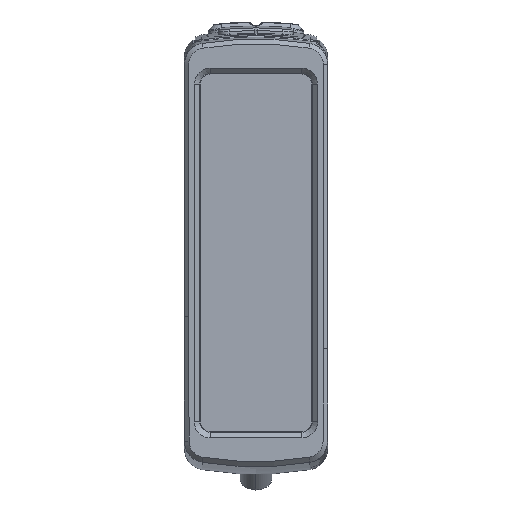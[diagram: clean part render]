
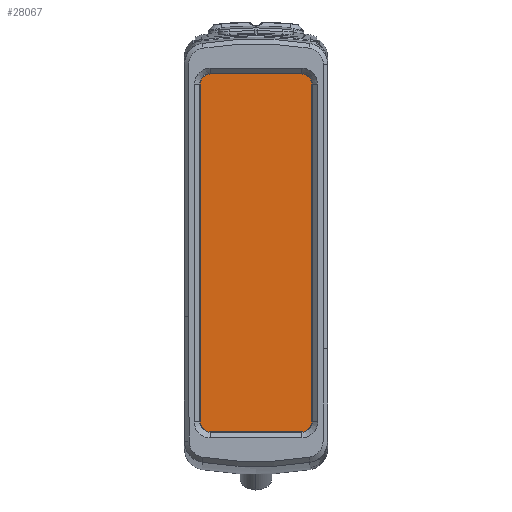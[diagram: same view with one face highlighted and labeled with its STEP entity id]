
A CAD part, front view. The second image highlights one B-rep face of the part: STEP entity #28067.
In plain terms, the highlighted planar face has unit normal (-0.018, -1, -0.001).
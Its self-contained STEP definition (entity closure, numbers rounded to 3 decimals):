
#798 = ORIENTED_EDGE ( 'NONE', *, *, #14328, .T. ) ;
#2387 = ORIENTED_EDGE ( 'NONE', *, *, #22205, .T. ) ;
#3288 = ORIENTED_EDGE ( 'NONE', *, *, #5990, .T. ) ;
#3805 = ORIENTED_EDGE ( 'NONE', *, *, #15247, .T. ) ;
#3989 = CARTESIAN_POINT ( 'NONE',  ( -190.558, -226.461, 126.592 ) ) ;
#4077 = VERTEX_POINT ( 'NONE', #31188 ) ;
#4288 = CARTESIAN_POINT ( 'NONE',  ( -211.267, -226.042, 61.44 ) ) ;
#4647 = CARTESIAN_POINT ( 'NONE',  ( -211.508, -226.039, 62.4 ) ) ;
#4666 = VECTOR ( 'NONE', #19613, 1000. ) ;
#4900 = CARTESIAN_POINT ( 'NONE',  ( -192.159, -226.434, 127.997 ) ) ;
#5382 = CARTESIAN_POINT ( 'NONE',  ( -209.608, -226.07, 60.5 ) ) ;
#5396 = CARTESIAN_POINT ( 'NONE',  ( -190.752, -226.4, 61.44 ) ) ;
#5990 = EDGE_CURVE ( 'NONE', #17141, #24818, #27455, .T. ) ;
#6633 = CARTESIAN_POINT ( 'NONE',  ( -211.13, -226.102, 127.263 ) ) ;
#6662 = CARTESIAN_POINT ( 'NONE',  ( -211.508, -226.039, 62.4 ) ) ;
#6906 = AXIS2_PLACEMENT_3D ( 'NONE', #17316, #36552, #25171 ) ;
#6925 = DIRECTION ( 'NONE',  ( 0., 0.001, -1. ) ) ;
#7071 = CARTESIAN_POINT ( 'NONE',  ( -210.102, -226.062, 60.549 ) ) ;
#7422 = CARTESIAN_POINT ( 'NONE',  ( -211.13, -226.044, 61.235 ) ) ;
#8725 = EDGE_CURVE ( 'NONE', #8902, #4077, #25261, .T. ) ;
#8902 = VERTEX_POINT ( 'NONE', #10109 ) ;
#9380 = CARTESIAN_POINT ( 'NONE',  ( -190.51, -226.461, 126.35 ) ) ;
#9415 = CARTESIAN_POINT ( 'NONE',  ( -209.86, -226.125, 127.998 ) ) ;
#10109 = CARTESIAN_POINT ( 'NONE',  ( -190.51, -226.461, 126.098 ) ) ;
#11507 = EDGE_LOOP ( 'NONE', ( #34045, #24582, #3805, #20031, #23483, #2387, #798, #3288 ) ) ;
#12160 = CARTESIAN_POINT ( 'NONE',  ( -190.51, -226.461, 126.098 ) ) ;
#12638 = EDGE_CURVE ( 'NONE', #24818, #8902, #24143, .T. ) ;
#12643 = CARTESIAN_POINT ( 'NONE',  ( -210.568, -226.054, 60.741 ) ) ;
#12892 = CARTESIAN_POINT ( 'NONE',  ( -192.41, -226.429, 127.997 ) ) ;
#13345 = VERTEX_POINT ( 'NONE', #14929 ) ;
#13390 = CARTESIAN_POINT ( 'NONE',  ( -191.245, -226.391, 60.878 ) ) ;
#14328 = EDGE_CURVE ( 'NONE', #29131, #17141, #36046, .T. ) ;
#14929 = CARTESIAN_POINT ( 'NONE',  ( -211.508, -226.094, 126.098 ) ) ;
#15120 = CARTESIAN_POINT ( 'NONE',  ( -211.508, -226.094, 126.098 ) ) ;
#15247 = EDGE_CURVE ( 'NONE', #4077, #16535, #20802, .T. ) ;
#15624 = CARTESIAN_POINT ( 'NONE',  ( -209.608, -226.07, 60.5 ) ) ;
#15669 = EDGE_CURVE ( 'NONE', #13345, #28532, #29308, .T. ) ;
#15727 = CARTESIAN_POINT ( 'NONE',  ( -210.102, -226.121, 127.95 ) ) ;
#16535 = VERTEX_POINT ( 'NONE', #21350 ) ;
#16556 = CARTESIAN_POINT ( 'NONE',  ( -190.51, -226.405, 62.4 ) ) ;
#17141 = VERTEX_POINT ( 'NONE', #23730 ) ;
#17316 = CARTESIAN_POINT ( 'NONE',  ( -211.61, -226.049, 76.172 ) ) ;
#18148 = CARTESIAN_POINT ( 'NONE',  ( -211.267, -226.099, 127.058 ) ) ;
#18594 = CARTESIAN_POINT ( 'NONE',  ( -209.86, -226.066, 60.5 ) ) ;
#18776 = CARTESIAN_POINT ( 'NONE',  ( -211.46, -226.039, 61.906 ) ) ;
#19613 = DIRECTION ( 'NONE',  ( 1., -0.017, 0. ) ) ;
#20031 = ORIENTED_EDGE ( 'NONE', *, *, #23094, .T. ) ;
#20280 = B_SPLINE_CURVE_WITH_KNOTS ( 'NONE', 3,
 ( #23952, #9415, #15727, #27119, #24315, #6633, #18148, #20794, #32166, #26573 ),
 .UNSPECIFIED., .F., .F.,
 ( 4, 2, 2, 2, 4 ),
 ( 0., 0.25, 0.5, 0.75, 1. ),
 .UNSPECIFIED. ) ;
#20794 = CARTESIAN_POINT ( 'NONE',  ( -211.46, -226.096, 126.592 ) ) ;
#20802 = LINE ( 'NONE', #26018, #26726 ) ;
#21304 = CARTESIAN_POINT ( 'NONE',  ( -191.916, -226.438, 127.949 ) ) ;
#21350 = CARTESIAN_POINT ( 'NONE',  ( -209.608, -226.129, 127.998 ) ) ;
#21602 = B_SPLINE_CURVE_WITH_KNOTS ( 'NONE', 3,
 ( #4647, #23855, #18776, #4288, #7422, #32793, #12643, #7071, #18594, #15624 ),
 .UNSPECIFIED., .F., .F.,
 ( 4, 2, 2, 2, 4 ),
 ( 0., 0.25, 0.5, 0.75, 1. ),
 .UNSPECIFIED. ) ;
#22205 = EDGE_CURVE ( 'NONE', #28532, #29131, #21602, .T. ) ;
#22224 = CARTESIAN_POINT ( 'NONE',  ( -209.608, -226.07, 60.5 ) ) ;
#22559 = PLANE ( 'NONE',  #6906 ) ;
#23094 = EDGE_CURVE ( 'NONE', #16535, #13345, #20280, .T. ) ;
#23483 = ORIENTED_EDGE ( 'NONE', *, *, #15669, .T. ) ;
#23730 = CARTESIAN_POINT ( 'NONE',  ( -192.41, -226.37, 60.5 ) ) ;
#23855 = CARTESIAN_POINT ( 'NONE',  ( -211.508, -226.039, 62.148 ) ) ;
#23952 = CARTESIAN_POINT ( 'NONE',  ( -209.608, -226.129, 127.998 ) ) ;
#24143 = LINE ( 'NONE', #33290, #29616 ) ;
#24315 = CARTESIAN_POINT ( 'NONE',  ( -210.773, -226.109, 127.62 ) ) ;
#24582 = ORIENTED_EDGE ( 'NONE', *, *, #8725, .T. ) ;
#24818 = VERTEX_POINT ( 'NONE', #29207 ) ;
#25171 = DIRECTION ( 'NONE',  ( -1., 0.017, 0. ) ) ;
#25261 = B_SPLINE_CURVE_WITH_KNOTS ( 'NONE', 3,
 ( #12160, #9380, #3989, #26727, #33422, #35670, #33047, #21304, #4900, #12892 ),
 .UNSPECIFIED., .F., .F.,
 ( 4, 2, 2, 2, 4 ),
 ( 0., 0.25, 0.5, 0.75, 1. ),
 .UNSPECIFIED. ) ;
#25520 = CARTESIAN_POINT ( 'NONE',  ( -192.158, -226.375, 60.5 ) ) ;
#26018 = CARTESIAN_POINT ( 'NONE',  ( -192.41, -226.429, 127.997 ) ) ;
#26573 = CARTESIAN_POINT ( 'NONE',  ( -211.508, -226.094, 126.098 ) ) ;
#26726 = VECTOR ( 'NONE', #34979, 1000. ) ;
#26727 = CARTESIAN_POINT ( 'NONE',  ( -190.752, -226.458, 127.058 ) ) ;
#27119 = CARTESIAN_POINT ( 'NONE',  ( -210.568, -226.112, 127.757 ) ) ;
#27455 = B_SPLINE_CURVE_WITH_KNOTS ( 'NONE', 3,
 ( #32443, #25520, #28325, #33920, #13390, #34099, #5396, #27767, #27587, #16556 ),
 .UNSPECIFIED., .F., .F.,
 ( 4, 2, 2, 2, 4 ),
 ( 0., 0.25, 0.5, 0.75, 1. ),
 .UNSPECIFIED. ) ;
#27587 = CARTESIAN_POINT ( 'NONE',  ( -190.51, -226.405, 62.148 ) ) ;
#27767 = CARTESIAN_POINT ( 'NONE',  ( -190.559, -226.404, 61.906 ) ) ;
#27876 = DIRECTION ( 'NONE',  ( 0., -0.001, 1. ) ) ;
#28067 = ADVANCED_FACE ( 'NONE', ( #33941 ), #22559, .F. ) ;
#28325 = CARTESIAN_POINT ( 'NONE',  ( -191.916, -226.379, 60.548 ) ) ;
#28532 = VERTEX_POINT ( 'NONE', #6662 ) ;
#29131 = VERTEX_POINT ( 'NONE', #5382 ) ;
#29207 = CARTESIAN_POINT ( 'NONE',  ( -190.51, -226.405, 62.4 ) ) ;
#29308 = LINE ( 'NONE', #15120, #33855 ) ;
#29616 = VECTOR ( 'NONE', #27876, 1000. ) ;
#31188 = CARTESIAN_POINT ( 'NONE',  ( -192.41, -226.429, 127.997 ) ) ;
#32166 = CARTESIAN_POINT ( 'NONE',  ( -211.508, -226.095, 126.35 ) ) ;
#32443 = CARTESIAN_POINT ( 'NONE',  ( -192.41, -226.37, 60.5 ) ) ;
#32793 = CARTESIAN_POINT ( 'NONE',  ( -210.773, -226.05, 60.878 ) ) ;
#33047 = CARTESIAN_POINT ( 'NONE',  ( -191.45, -226.446, 127.756 ) ) ;
#33290 = CARTESIAN_POINT ( 'NONE',  ( -190.51, -226.405, 62.4 ) ) ;
#33422 = CARTESIAN_POINT ( 'NONE',  ( -190.888, -226.455, 127.263 ) ) ;
#33855 = VECTOR ( 'NONE', #6925, 1000. ) ;
#33920 = CARTESIAN_POINT ( 'NONE',  ( -191.45, -226.387, 60.741 ) ) ;
#33941 = FACE_OUTER_BOUND ( 'NONE', #11507, .T. ) ;
#34045 = ORIENTED_EDGE ( 'NONE', *, *, #12638, .T. ) ;
#34099 = CARTESIAN_POINT ( 'NONE',  ( -190.889, -226.398, 61.235 ) ) ;
#34979 = DIRECTION ( 'NONE',  ( -1., 0.017, 0. ) ) ;
#35670 = CARTESIAN_POINT ( 'NONE',  ( -191.245, -226.449, 127.619 ) ) ;
#36046 = LINE ( 'NONE', #22224, #4666 ) ;
#36552 = DIRECTION ( 'NONE',  ( 0.017, 1., 0.001 ) ) ;
